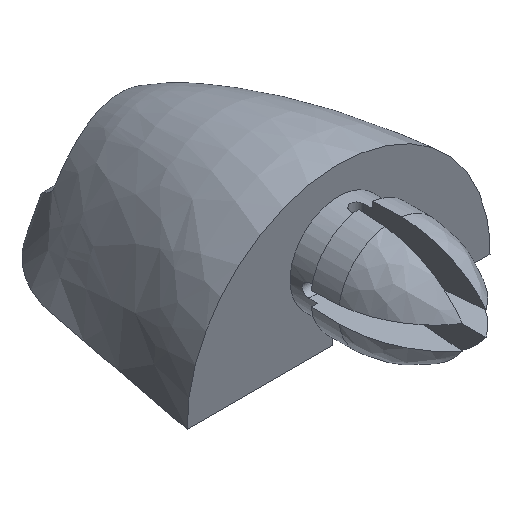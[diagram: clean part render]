
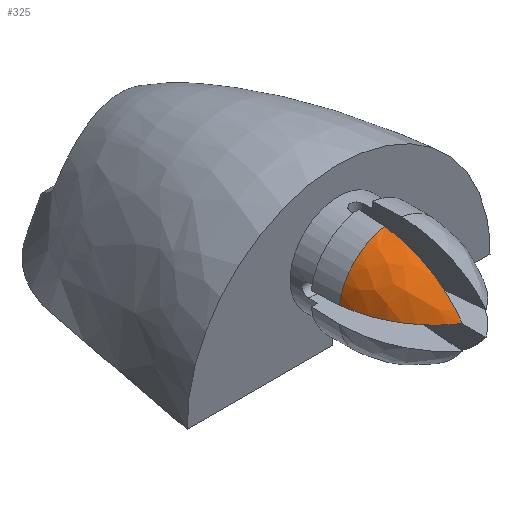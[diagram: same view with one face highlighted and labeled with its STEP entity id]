
A CAD part, isometric view. The second image highlights one B-rep face of the part: STEP entity #325.
In plain terms, the highlighted free-form (B-spline) face has degree [2, 2] with [3, 3] control points.
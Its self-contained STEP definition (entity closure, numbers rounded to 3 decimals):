
#245=CARTESIAN_POINT('',(-1.392,-23.177,6.615));
#246=CARTESIAN_POINT('',(-1.234,-23.177,7.636));
#247=CARTESIAN_POINT('',(-0.213,-23.177,7.792));
#248=CARTESIAN_POINT('',(-4.197,-20.457,7.049));
#249=CARTESIAN_POINT('',(-3.721,-20.457,10.127));
#250=CARTESIAN_POINT('',(-0.642,-20.457,10.598));
#251=CARTESIAN_POINT('',(-4.447,-16.5,7.088));
#252=CARTESIAN_POINT('',(-3.943,-16.5,10.349));
#253=CARTESIAN_POINT('',(-0.681,-16.5,10.848));
#261=(BOUNDED_SURFACE()B_SPLINE_SURFACE(2,2,((#245,#248,#251),(#246,#249,#252),(#247,#250,#253)),.UNSPECIFIED.,.F.,.F.,.U.)GEOMETRIC_REPRESENTATION_ITEM()QUASI_UNIFORM_SURFACE()RATIONAL_B_SPLINE_SURFACE(((1.0,1.0,1.0),(0.806,0.806,0.806),(1.0,1.0,1.0)))REPRESENTATION_ITEM('')SURFACE());
#262=CARTESIAN_POINT('',(-1.001,-23.177,7.39));
#263=VERTEX_POINT('',#262);
#264=CARTESIAN_POINT('',(-0.983,-23.177,7.408));
#265=VERTEX_POINT('',#264);
#266=CARTESIAN_POINT('',(0.,-23.177,6.4));
#267=DIRECTION('',(0.0,1.0,0.0));
#268=DIRECTION('',(1.0,0.0,0.0));
#269=AXIS2_PLACEMENT_3D('',#266,#267,#268);
#270=CIRCLE('',#269,1.409);
#271=EDGE_CURVE('',#263,#265,#270,.T.);
#272=ORIENTED_EDGE('',*,*,#271,.T.);
#273=CARTESIAN_POINT('',(-0.681,-16.5,10.848));
#274=VERTEX_POINT('',#273);
#275=CARTESIAN_POINT('',(-0.681,-16.5,10.848));
#276=CARTESIAN_POINT('',(-0.687,-16.644,10.838));
#277=CARTESIAN_POINT('',(-0.705,-17.039,10.802));
#278=CARTESIAN_POINT('',(-0.732,-17.633,10.716));
#279=CARTESIAN_POINT('',(-0.763,-18.312,10.572));
#280=CARTESIAN_POINT('',(-0.792,-18.964,10.386));
#281=CARTESIAN_POINT('',(-0.822,-19.62,10.145));
#282=CARTESIAN_POINT('',(-0.851,-20.255,9.856));
#283=CARTESIAN_POINT('',(-0.878,-20.868,9.518));
#284=CARTESIAN_POINT('',(-0.905,-21.459,9.126));
#285=CARTESIAN_POINT('',(-0.927,-21.933,8.754));
#286=CARTESIAN_POINT('',(-0.943,-22.295,8.429));
#287=CARTESIAN_POINT('',(-0.957,-22.595,8.133));
#288=CARTESIAN_POINT('',(-0.968,-22.842,7.856));
#289=CARTESIAN_POINT('',(-0.977,-23.044,7.6));
#290=CARTESIAN_POINT('',(-0.981,-23.134,7.473));
#291=CARTESIAN_POINT('',(-0.983,-23.177,7.408));
#292=B_SPLINE_CURVE_WITH_KNOTS('',3,(#275,#276,#277,#278,#279,#280,#281,#282,#283,#284,#285,#286,#287,#288,#289,#290,#291),.UNSPECIFIED.,.F.,.U.,(4,1,1,1,1,1,1,1,1,1,1,1,1,1,4),(0.0,4.336,11.897,18.016,25.16,32.242,38.996,46.085,53.258,60.252,64.165,67.846,72.913,75.294,77.614),.UNSPECIFIED.);
#293=EDGE_CURVE('',#274,#265,#292,.T.);
#294=ORIENTED_EDGE('',*,*,#293,.F.);
#295=CARTESIAN_POINT('',(-4.447,-16.5,7.088));
#296=VERTEX_POINT('',#295);
#297=CARTESIAN_POINT('',(0.,-16.5,6.4));
#298=DIRECTION('',(0.0,1.0,0.0));
#299=DIRECTION('',(1.0,0.0,0.0));
#300=AXIS2_PLACEMENT_3D('',#297,#298,#299);
#301=CIRCLE('',#300,4.5);
#302=EDGE_CURVE('',#296,#274,#301,.T.);
#303=ORIENTED_EDGE('',*,*,#302,.F.);
#304=CARTESIAN_POINT('',(-1.001,-23.177,7.39));
#305=CARTESIAN_POINT('',(-1.062,-23.137,7.388));
#306=CARTESIAN_POINT('',(-1.189,-23.048,7.384));
#307=CARTESIAN_POINT('',(-1.458,-22.838,7.375));
#308=CARTESIAN_POINT('',(-1.837,-22.497,7.359));
#309=CARTESIAN_POINT('',(-2.296,-22.006,7.337));
#310=CARTESIAN_POINT('',(-2.736,-21.443,7.312));
#311=CARTESIAN_POINT('',(-3.12,-20.86,7.285));
#312=CARTESIAN_POINT('',(-3.454,-20.256,7.258));
#313=CARTESIAN_POINT('',(-3.74,-19.631,7.229));
#314=CARTESIAN_POINT('',(-3.981,-18.975,7.2));
#315=CARTESIAN_POINT('',(-4.169,-18.318,7.17));
#316=CARTESIAN_POINT('',(-4.315,-17.635,7.139));
#317=CARTESIAN_POINT('',(-4.401,-17.033,7.112));
#318=CARTESIAN_POINT('',(-4.437,-16.647,7.094));
#319=CARTESIAN_POINT('',(-4.447,-16.5,7.088));
#320=B_SPLINE_CURVE_WITH_KNOTS('',3,(#304,#305,#306,#307,#308,#309,#310,#311,#312,#313,#314,#315,#316,#317,#318,#319),.UNSPECIFIED.,.F.,.U.,(4,1,1,1,1,1,1,1,1,1,1,1,1,4),(0.0,2.194,4.64,10.229,17.486,24.793,31.653,38.436,45.497,52.272,59.413,66.005,73.239,77.655),.UNSPECIFIED.);
#321=EDGE_CURVE('',#263,#296,#320,.T.);
#322=ORIENTED_EDGE('',*,*,#321,.F.);
#323=EDGE_LOOP('',(#272,#294,#303,#322));
#324=FACE_OUTER_BOUND('',#323,.T.);
#325=ADVANCED_FACE('',(#324),#261,.T.);
